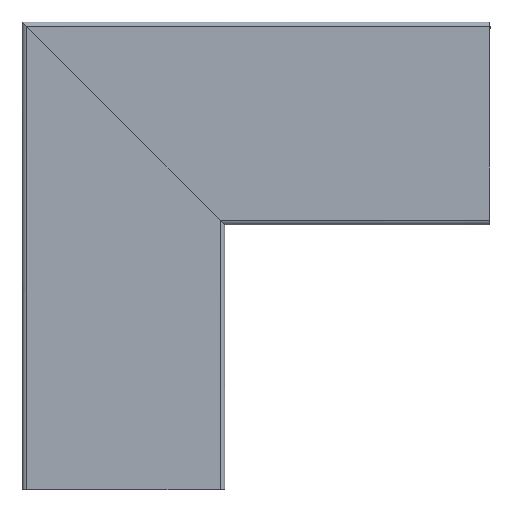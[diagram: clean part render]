
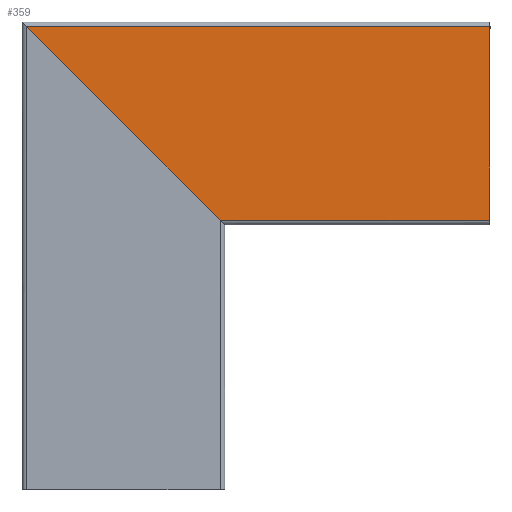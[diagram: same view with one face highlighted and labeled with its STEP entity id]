
A CAD part, left-side view. The second image highlights one B-rep face of the part: STEP entity #359.
In plain terms, the highlighted planar face has unit normal (-1, 0, 0).
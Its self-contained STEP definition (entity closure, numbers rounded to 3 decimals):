
#92 = VECTOR ( 'NONE', #2832, 1000. ) ;
#106 = LINE ( 'NONE', #2793, #92 ) ;
#193 = DIRECTION ( 'NONE',  ( 0., -0.707, 0.707 ) ) ;
#245 = CARTESIAN_POINT ( 'NONE',  ( 0., -65., 130. ) ) ;
#264 = CARTESIAN_POINT ( 'NONE',  ( 0., 62., 2000. ) ) ;
#302 = VECTOR ( 'NONE', #193, 1000. ) ;
#349 = LINE ( 'NONE', #245, #302 ) ;
#359 = ADVANCED_FACE ( 'NONE', ( #3272 ), #2722, .F. ) ;
#378 = ORIENTED_EDGE ( 'NONE', *, *, #808, .T. ) ;
#604 = VECTOR ( 'NONE', #2226, 1000. ) ;
#609 = LINE ( 'NONE', #264, #604 ) ;
#713 = VERTEX_POINT ( 'NONE', #1488 ) ;
#808 = EDGE_CURVE ( 'NONE', #713, #986, #826, .T. ) ;
#823 = VECTOR ( 'NONE', #1370, 1000. ) ;
#826 = LINE ( 'NONE', #1355, #823 ) ;
#986 = VERTEX_POINT ( 'NONE', #1265 ) ;
#1126 = EDGE_CURVE ( 'NONE', #986, #3431, #609, .T. ) ;
#1265 = CARTESIAN_POINT ( 'NONE',  ( 0., 62., 300. ) ) ;
#1355 = CARTESIAN_POINT ( 'NONE',  ( 0., -65., 300. ) ) ;
#1370 = DIRECTION ( 'NONE',  ( 0., 1., 0. ) ) ;
#1459 = AXIS2_PLACEMENT_3D ( 'NONE', #2699, #2683, #2674 ) ;
#1488 = CARTESIAN_POINT ( 'NONE',  ( 0., -62., 300. ) ) ;
#1518 = EDGE_LOOP ( 'NONE', ( #3375, #3238, #2425, #378 ) ) ;
#1704 = CARTESIAN_POINT ( 'NONE',  ( 0., -62., 127. ) ) ;
#1732 = EDGE_CURVE ( 'NONE', #3431, #2283, #349, .T. ) ;
#1782 = CARTESIAN_POINT ( 'NONE',  ( 0., 62., 3. ) ) ;
#2006 = EDGE_CURVE ( 'NONE', #713, #2283, #106, .T. ) ;
#2226 = DIRECTION ( 'NONE',  ( 0., 0., -1. ) ) ;
#2283 = VERTEX_POINT ( 'NONE', #1704 ) ;
#2425 = ORIENTED_EDGE ( 'NONE', *, *, #2006, .F. ) ;
#2674 = DIRECTION ( 'NONE',  ( 0., 0., -1. ) ) ;
#2683 = DIRECTION ( 'NONE',  ( 1., 0., 0. ) ) ;
#2699 = CARTESIAN_POINT ( 'NONE',  ( 0., -62., 2000. ) ) ;
#2722 = PLANE ( 'NONE',  #1459 ) ;
#2793 = CARTESIAN_POINT ( 'NONE',  ( 0., -62., 2000. ) ) ;
#2832 = DIRECTION ( 'NONE',  ( 0., 0., -1. ) ) ;
#3238 = ORIENTED_EDGE ( 'NONE', *, *, #1732, .T. ) ;
#3272 = FACE_OUTER_BOUND ( 'NONE', #1518, .T. ) ;
#3375 = ORIENTED_EDGE ( 'NONE', *, *, #1126, .T. ) ;
#3431 = VERTEX_POINT ( 'NONE', #1782 ) ;
